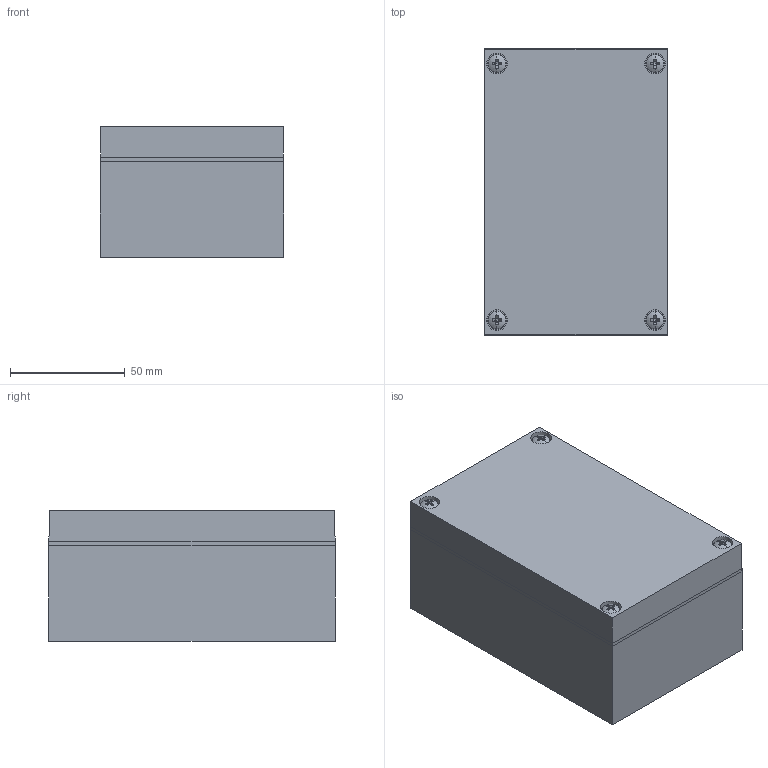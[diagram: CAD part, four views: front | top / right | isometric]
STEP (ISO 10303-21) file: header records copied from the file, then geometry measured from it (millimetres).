
FILE_DESCRIPTION (( 'STEP AP214' ), '1' );
FILE_NAME ('2011312.stp', '2020-11-30T16:27:48', ( '' ), ( '' ), 'SwSTEP 2.0', 'SolidWorks 2020', '' );
FILE_SCHEMA (( 'AUTOMOTIVE_DESIGN' ));
Length unit declared in the file: millimetre
Products named in the file (4): 064350_120806; 064360_120805; P_063643_1_ISO 7045 - M4 x 12 - Z --- 12N; 2011312
Assembly tree (6 placements, depth 2):
  2011312
    064350_120806
    064360_120805
    P_063643_1_ISO 7045 - M4 x 12 - Z --- 12N  x4
Bounding box: 80 x 125 x 57 mm (x, y, z)
Volume: 194466.6 mm3; surface area: 88299 mm2
Topology: 6 solids, 6 shells, 258 faces, 652 edges, 403 vertices
Faces by surface type: plane 150, cylinder 46, cone 38, torus 16, sphere 8
Entity records: 4794 total; most frequent: CARTESIAN_POINT 823, DIRECTION 814, ORIENTED_EDGE 768, EDGE_CURVE 384, AXIS2_PLACEMENT_3D 273, LINE 268, VECTOR 268, VERTEX_POINT 250
